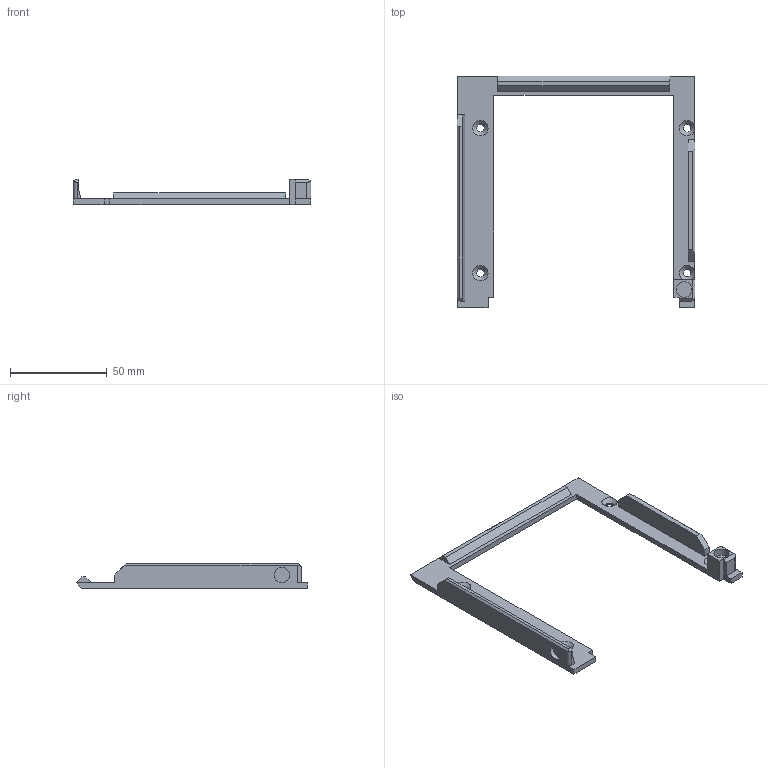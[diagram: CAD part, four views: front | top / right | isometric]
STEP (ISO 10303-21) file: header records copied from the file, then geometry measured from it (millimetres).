
FILE_DESCRIPTION(/* description */ (''),/* implementation_level */ '2;1');
FILE_NAME(/* name */ 'Fan holder Cover B5 - Front Bottom.step',/* time_stamp */ '2024-01-06T16:48:31-07:00',/* author */ (''),/* organization */ (''),/* preprocessor_version */ 'ST-DEVELOPER v20',/* originating_system */ 'Autodesk Translation Framework v12.14.0.127',/* authorisation */ '');
FILE_SCHEMA (('AUTOMOTIVE_DESIGN { 1 0 10303 214 3 1 1 }'));
Length unit declared in the file: millimetre
Products named in the file (1): Holder
Bounding box: 123 x 120 x 13 mm (x, y, z)
Volume: 19614.1 mm3; surface area: 14673.9 mm2
Topology: 1 solids, 1 shells, 55 faces, 151 edges, 98 vertices
Faces by surface type: plane 43, cylinder 8, cone 4
Full cylindrical faces by diameter (mm): 4 x4, 8 x2
Entity records: 1774 total; most frequent: CARTESIAN_POINT 307, ORIENTED_EDGE 302, DIRECTION 287, EDGE_CURVE 151, LINE 125, VECTOR 125, VERTEX_POINT 98, AXIS2_PLACEMENT_3D 81
